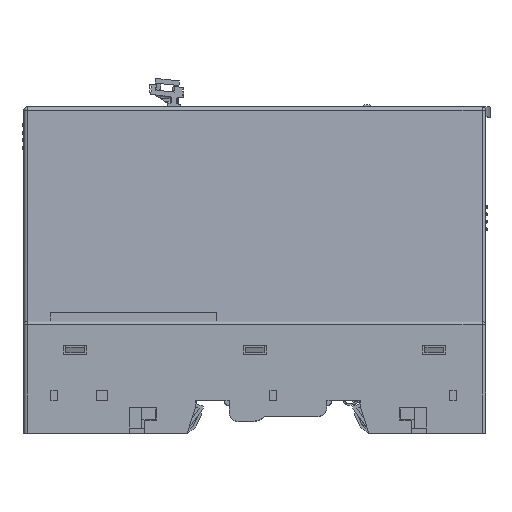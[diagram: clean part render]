
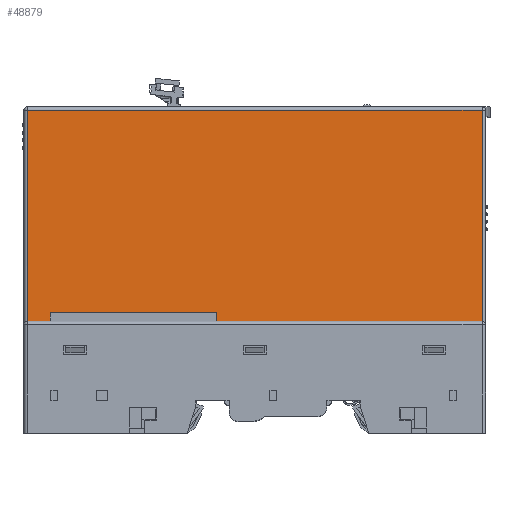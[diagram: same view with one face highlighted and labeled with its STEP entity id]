
A CAD part, top view. The second image highlights one B-rep face of the part: STEP entity #48879.
In plain terms, the highlighted planar face has unit normal (0, 0.018, 1).
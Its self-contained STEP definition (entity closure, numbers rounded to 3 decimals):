
#12245=DIRECTION('',(0.,-1.,0.017));
#12246=VECTOR('',#12245,45.27);
#12247=CARTESIAN_POINT('',(48.75,69.263,29.175));
#12248=LINE('',#12247,#12246);
#12249=DIRECTION('',(-1.,0.,0.));
#12250=VECTOR('',#12249,97.5);
#12251=CARTESIAN_POINT('',(48.75,24.,29.965));
#12252=LINE('',#12251,#12250);
#12253=DIRECTION('',(0.,1.,-0.017));
#12254=VECTOR('',#12253,45.27);
#12255=CARTESIAN_POINT('',(-48.75,24.,29.965));
#12256=LINE('',#12255,#12254);
#12257=DIRECTION('',(1.,0.,0.));
#12258=VECTOR('',#12257,97.5);
#12259=CARTESIAN_POINT('',(-48.75,69.263,29.175));
#12260=LINE('',#12259,#12258);
#29226=CARTESIAN_POINT('',(48.75,24.,29.965));
#29228=VERTEX_POINT('',#29226);
#29229=CARTESIAN_POINT('',(48.75,69.263,29.175));
#29230=VERTEX_POINT('',#29229);
#29235=CARTESIAN_POINT('',(-48.75,69.263,29.175));
#29236=VERTEX_POINT('',#29235);
#29237=CARTESIAN_POINT('',(-48.75,24.,29.965));
#29238=VERTEX_POINT('',#29237);
#48866=CARTESIAN_POINT('',(-51.102,22.,30.));
#48867=DIRECTION('',(0.,-0.017,-1.));
#48868=DIRECTION('',(-1.,0.,0.));
#48869=AXIS2_PLACEMENT_3D('',#48866,#48867,#48868);
#48870=PLANE('',#48869);
#48871=ORIENTED_EDGE('',*,*,#48857,.T.);
#48872=ORIENTED_EDGE('',*,*,#48736,.T.);
#48874=ORIENTED_EDGE('',*,*,#48873,.T.);
#48876=ORIENTED_EDGE('',*,*,#48875,.T.);
#48877=EDGE_LOOP('',(#48871,#48872,#48874,#48876));
#48878=FACE_OUTER_BOUND('',#48877,.F.);
#48879=ADVANCED_FACE('',(#48878),#48870,.F.);
#48736=EDGE_CURVE('',#29228,#29238,#12252,.T.);
#48857=EDGE_CURVE('',#29230,#29228,#12248,.T.);
#48873=EDGE_CURVE('',#29238,#29236,#12256,.T.);
#48875=EDGE_CURVE('',#29236,#29230,#12260,.T.);
